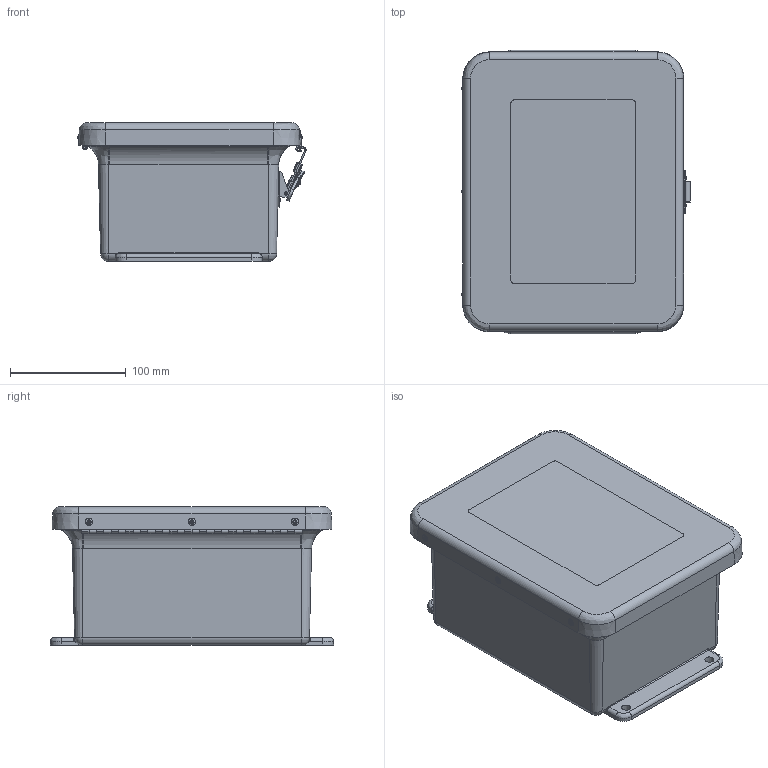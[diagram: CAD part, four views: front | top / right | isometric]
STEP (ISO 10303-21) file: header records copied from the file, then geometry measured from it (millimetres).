
FILE_DESCRIPTION (( 'STEP AP214' ), '1' );
FILE_NAME ('MW806HLL.STEP', '2018-11-07T12:58:59', ( '' ), ( '' ), 'SwSTEP 2.0', 'SolidWorks 2018', '' );
FILE_SCHEMA (( 'AUTOMOTIVE_DESIGN' ));
Length unit declared in the file: inch
Products named in the file (1): MW806HLL
Bounding box: 196.99 x 244.47 x 119.36 mm (x, y, z)
Volume: 806910.3 mm3; surface area: 412518.4 mm2
Topology: 32 solids, 32 shells, 784 faces, 1945 edges, 1252 vertices
Faces by surface type: plane 335, cylinder 302, bspline 97, cone 43, torus 7
Full cylindrical faces by diameter (mm): 2.159 x31, 2.4 x1, 2.7 x2, 3 x1, 3.175 x10, 3.25 x1, 3.302 x2, 3.327 x6, 3.5 x1, 3.556 x10, 3.861 x5, 3.962 x7, 4.2 x2, 4.609 x1, 4.618 x1, 4.7 x1, 4.9 x1, 5 x2, 5.3 x1, 5.537 x4, 6.35 x10, 6.858 x4, 13.3 x1, 13.5 x1
Entity records: 40754 total; most frequent: CARTESIAN_POINT 12227, ORIENTED_EDGE 3574, DIRECTION 3561, EDGE_CURVE 1787, AXIS2_PLACEMENT_3D 1321, VERTEX_POINT 1229, EDGE_LOOP 1082, VECTOR 919
